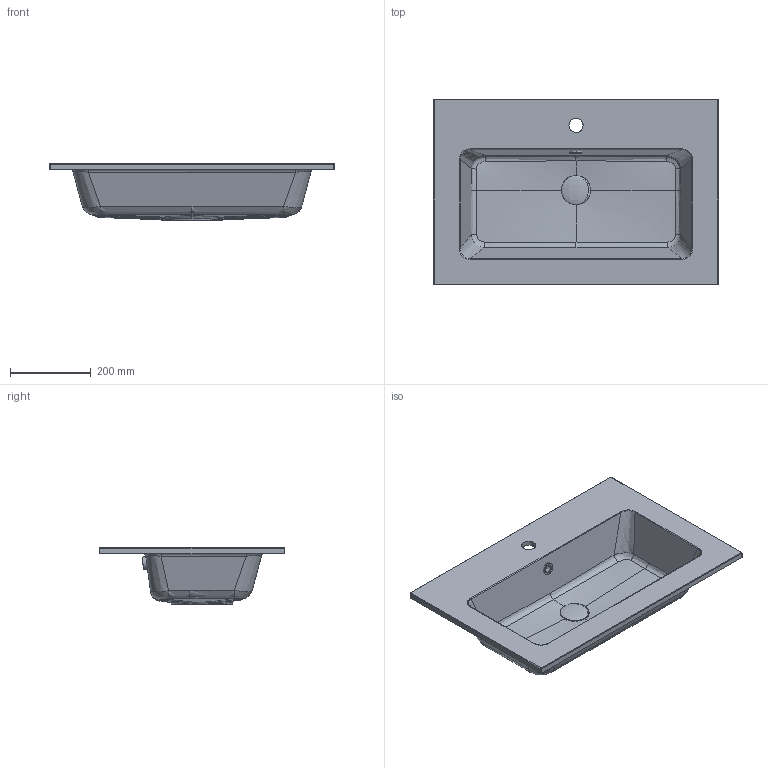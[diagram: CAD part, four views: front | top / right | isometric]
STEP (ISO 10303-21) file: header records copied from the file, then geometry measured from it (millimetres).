
FILE_DESCRIPTION(/* description */ (''),/* implementation_level */ '2;1');
FILE_NAME(/* name */ 'BERGAMO SLIM 70x46',/* time_stamp */ '2025-04-05T12:37:18+02:00',/* author */ (''),/* organization */ (''),/* preprocessor_version */ 'ST-DEVELOPER v16.5',/* originating_system */ 'Rhino 7.38',/* authorisation */ '');
FILE_SCHEMA (('CONFIG_CONTROL_DESIGN'));
Length unit declared in the file: millimetre
Products named in the file (1): Document
Bounding box: 705 x 460 x 140 mm (x, y, z)
Volume: 35652.7 mm3; surface area: 963961 mm2
Topology: 2 solids, 3 shells, 226 faces, 556 edges, 328 vertices
Faces by surface type: bspline 171, cylinder 34, plane 21
Entity records: 55387 total; most frequent: CARTESIAN_POINT 52112, ORIENTED_EDGE 1089, EDGE_CURVE 545, VERTEX_POINT 328, B_SPLINE_CURVE_WITH_KNOTS 325, EDGE_LOOP 238, ADVANCED_FACE 226, FACE_OUTER_BOUND 226
